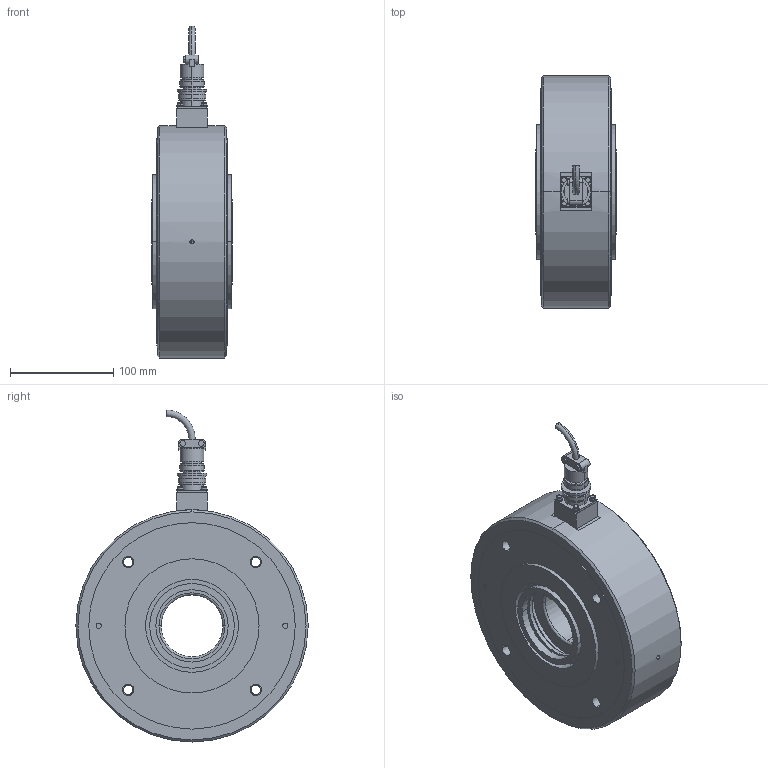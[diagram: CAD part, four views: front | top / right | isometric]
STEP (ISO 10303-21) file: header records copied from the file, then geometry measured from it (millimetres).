
FILE_DESCRIPTION((''),'2;1');
FILE_NAME('50037.stp','2007-01-12T17:23:51',(''),(''),'Mechanical Desktop 2007','Mechanical Desktop 2007',', , ');
FILE_SCHEMA(('CONFIG_CONTROL_DESIGN'));
Length unit declared in the file: millimetre
Products named in the file (25): L50037; L4765504; TEIL1AAA; L49026; TEIL1AA; I-6KT_SCHRAUBE_M6X60A; I-6KT_SCHRAUBE_M6X60; I-6KT_SCHRAUBE_M3X25; I-6KT_SCHRAUBE_M3X25A; FEDERRING_M3A; FEDERRING_M3; V_RING_V70A; V_RING_V70AA; FLANSCHDOSE_14S-2P_4-POLIGA; FLANSCHDOSE_14S-2P_4-POLIG; SICHERUNGSRING_J110; L4340402; TEIL1A; L49258; TEIL1; L49610; TEIL1AAAA; PENDELKUGELLAGER_2212TVA; PENDELKUGELLAGER_2212TV; RM_SDB
Assembly tree (35 placements, depth 3):
  L50037
    L4765504
      TEIL1AAA
    L49026
      TEIL1AA
    I-6KT_SCHRAUBE_M6X60A  x2
      I-6KT_SCHRAUBE_M6X60
    I-6KT_SCHRAUBE_M3X25  x4
      I-6KT_SCHRAUBE_M3X25A
    FEDERRING_M3A  x4
      FEDERRING_M3
    V_RING_V70A  x2
      V_RING_V70AA
    FLANSCHDOSE_14S-2P_4-POLIGA
      FLANSCHDOSE_14S-2P_4-POLIG
    SICHERUNGSRING_J110
    L4340402  x2
      TEIL1A
    L49258
      TEIL1
    L49610
      TEIL1AAAA
    PENDELKUGELLAGER_2212TVA
      PENDELKUGELLAGER_2212TV
    RM_SDB  x3
Bounding box: 77.9 x 225 x 321.65 mm (x, y, z)
Volume: 2376963.4 mm3; surface area: 394002.3 mm2
Topology: 21 solids, 21 shells, 418 faces, 981 edges, 649 vertices
Faces by surface type: cylinder 240, plane 114, cone 38, torus 22, bspline 4
Entity records: 10198 total; most frequent: DIRECTION 1893, CARTESIAN_POINT 1820, ORIENTED_EDGE 1482, AXIS2_PLACEMENT_3D 806, EDGE_CURVE 741, VERTEX_POINT 491, CIRCLE 456, EDGE_LOOP 440
